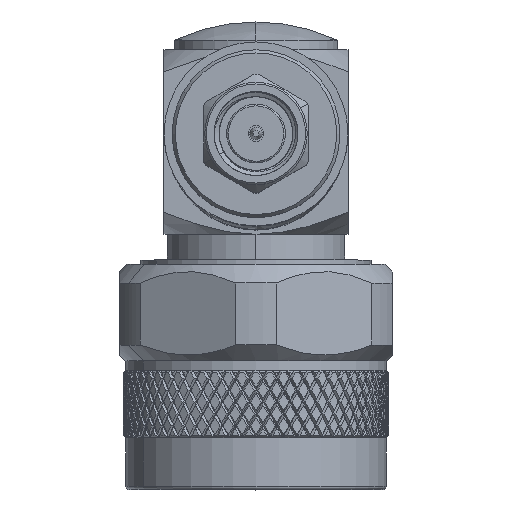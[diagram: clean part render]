
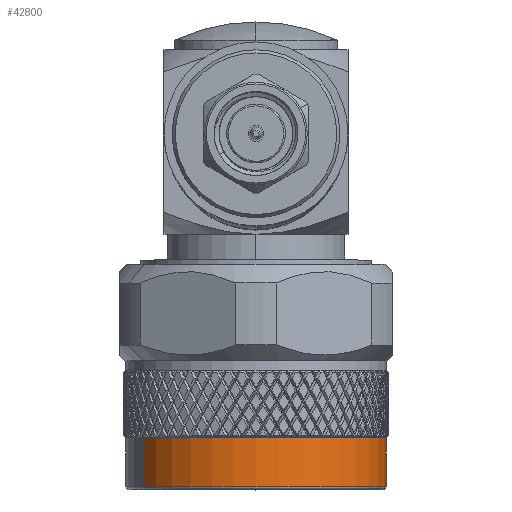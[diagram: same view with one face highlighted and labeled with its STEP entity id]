
A CAD part, top view. The second image highlights one B-rep face of the part: STEP entity #42800.
In plain terms, the highlighted cylindrical face has radius 9.845 mm (diameter 19.69 mm), a partial arc.
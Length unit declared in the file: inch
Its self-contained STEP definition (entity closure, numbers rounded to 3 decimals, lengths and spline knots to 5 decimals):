
#4003 = ORIENTED_EDGE ( 'NONE', *, *, #8230, .F. ) ;
#5271 = ORIENTED_EDGE ( 'NONE', *, *, #31719, .T. ) ;
#5753 = CIRCLE ( 'NONE', #80390, 0.3876 ) ;
#6966 = DIRECTION ( 'NONE',  ( 0., -1., 0. ) ) ;
#8230 = EDGE_CURVE ( 'NONE', #34311, #36340, #80004, .T. ) ;
#9579 = DIRECTION ( 'NONE',  ( -0.5, 0., 0.866 ) ) ;
#12178 = CARTESIAN_POINT ( 'NONE',  ( 0., 1.02602, 0. ) ) ;
#23532 = CARTESIAN_POINT ( 'NONE',  ( -0.1938, 0.88117, 0.33567 ) ) ;
#24048 = DIRECTION ( 'NONE',  ( 0., 1., 0. ) ) ;
#24352 = EDGE_LOOP ( 'NONE', ( #47459, #5271, #48204, #4003 ) ) ;
#26758 = VECTOR ( 'NONE', #24048, 39.37008 ) ;
#26908 = CYLINDRICAL_SURFACE ( 'NONE', #63623, 0.3876 ) ;
#31719 = EDGE_CURVE ( 'NONE', #35068, #56140, #80909, .T. ) ;
#32638 = AXIS2_PLACEMENT_3D ( 'NONE', #12178, #6966, #60216 ) ;
#34311 = VERTEX_POINT ( 'NONE', #23532 ) ;
#35068 = VERTEX_POINT ( 'NONE', #84533 ) ;
#36340 = VERTEX_POINT ( 'NONE', #58373 ) ;
#39013 = DIRECTION ( 'NONE',  ( -0.5, 0., 0.866 ) ) ;
#42800 = ADVANCED_FACE ( 'NONE', ( #71971 ), #26908, .T. ) ;
#45324 = CARTESIAN_POINT ( 'NONE',  ( 0., 0.88117, 0. ) ) ;
#47459 = ORIENTED_EDGE ( 'NONE', *, *, #61752, .T. ) ;
#48204 = ORIENTED_EDGE ( 'NONE', *, *, #56069, .T. ) ;
#48865 = CARTESIAN_POINT ( 'NONE',  ( 0., 1.03602, 0. ) ) ;
#53286 = CIRCLE ( 'NONE', #32638, 0.3876 ) ;
#56069 = EDGE_CURVE ( 'NONE', #56140, #36340, #53286, .T. ) ;
#56140 = VERTEX_POINT ( 'NONE', #79021 ) ;
#58373 = CARTESIAN_POINT ( 'NONE',  ( -0.1938, 1.02602, 0.33567 ) ) ;
#60001 = DIRECTION ( 'NONE',  ( 0., 1., 0. ) ) ;
#60216 = DIRECTION ( 'NONE',  ( 0.5, 0., -0.866 ) ) ;
#61752 = EDGE_CURVE ( 'NONE', #34311, #35068, #5753, .T. ) ;
#63623 = AXIS2_PLACEMENT_3D ( 'NONE', #48865, #81907, #9579 ) ;
#71712 = VECTOR ( 'NONE', #60001, 39.37008 ) ;
#71971 = FACE_OUTER_BOUND ( 'NONE', #24352, .T. ) ;
#76654 = CARTESIAN_POINT ( 'NONE',  ( -0.1938, 1.03602, 0.33567 ) ) ;
#78252 = CARTESIAN_POINT ( 'NONE',  ( 0.1938, 1.03602, -0.33567 ) ) ;
#78701 = DIRECTION ( 'NONE',  ( 0., 1., 0. ) ) ;
#79021 = CARTESIAN_POINT ( 'NONE',  ( 0.1938, 1.02602, -0.33567 ) ) ;
#80004 = LINE ( 'NONE', #76654, #26758 ) ;
#80390 = AXIS2_PLACEMENT_3D ( 'NONE', #45324, #78701, #39013 ) ;
#80909 = LINE ( 'NONE', #78252, #71712 ) ;
#81907 = DIRECTION ( 'NONE',  ( 0., 1., 0. ) ) ;
#84533 = CARTESIAN_POINT ( 'NONE',  ( 0.1938, 0.88117, -0.33567 ) ) ;
